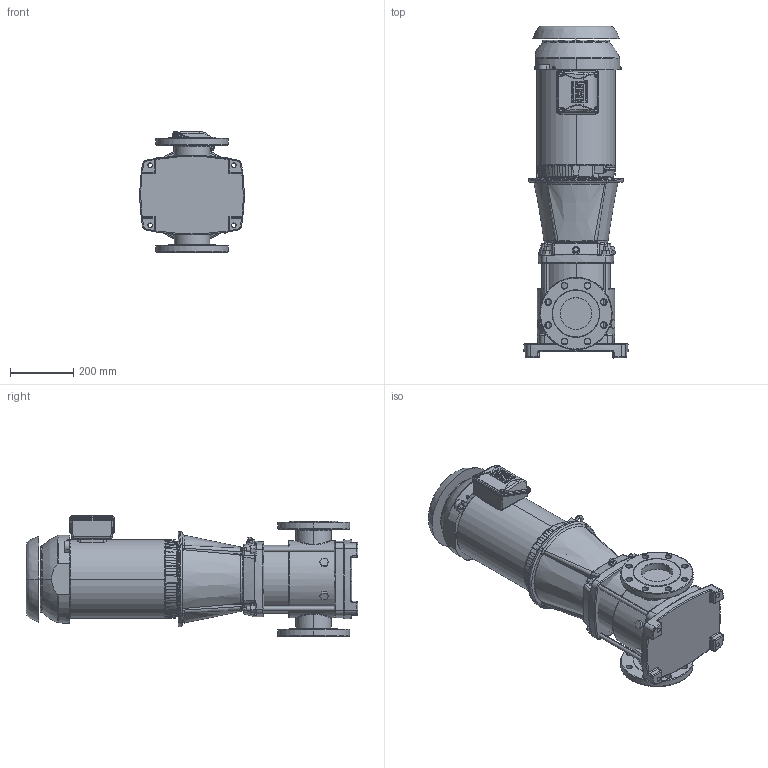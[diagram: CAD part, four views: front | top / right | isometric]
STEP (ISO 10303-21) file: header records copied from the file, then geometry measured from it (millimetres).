
FILE_DESCRIPTION (( 'STEP AP203' ), '1' );
FILE_NAME ('3303132 - MVI-320-1_1-7.5 HP-213TC-304-E-230_460~3.step', '2022-03-30T19:50:40', ( '' ), ( '' ), 'SwSTEP 2.0', 'SolidWorks 2021', '' );
FILE_SCHEMA (( 'CONFIG_CONTROL_DESIGN' ));
Length unit declared in the file: inch
Products named in the file (5): 3303132 - MVI-320-1_1-7.5 HP-213TC-304-E-230_460~3; TEFC MOTOR_2700096 - NEMA V2 7.5 HP 213_5TC 208-230_460~3 TEFC; MVI PEO - [304-EPDM]_3304132 - MVI-320-1_1-7.5 HP-213TC-304-E-S; SBI(N)64-1-1; 2700096 - NEMA V2 7.5 HP 213_5TC 208-230_460~3 TEFC
Assembly tree (4 placements, depth 3):
  3303132 - MVI-320-1_1-7.5 HP-213TC-304-E-230_460~3
    MVI PEO - [304-EPDM]_3304132 - MVI-320-1_1-7.5 HP-213TC-304-E-S
      SBI(N)64-1-1
    TEFC MOTOR_2700096 - NEMA V2 7.5 HP 213_5TC 208-230_460~3 TEFC
      2700096 - NEMA V2 7.5 HP 213_5TC 208-230_460~3 TEFC
Bounding box: 329.48 x 1049.51 x 385.02 mm (x, y, z)
Volume: 53247003.1 mm3; surface area: 2271371.2 mm2
Topology: 27 solids, 56 shells, 3878 faces, 10117 edges, 6602 vertices
Faces by surface type: plane 1840, cylinder 1420, bspline 339, cone 173, torus 100, sphere 6
Entity records: 146226 total; most frequent: CARTESIAN_POINT 52135, ORIENTED_EDGE 20158, DIRECTION 18890, EDGE_CURVE 10079, AXIS2_PLACEMENT_3D 6772, VERTEX_POINT 6600, LINE 5346, VECTOR 5346
